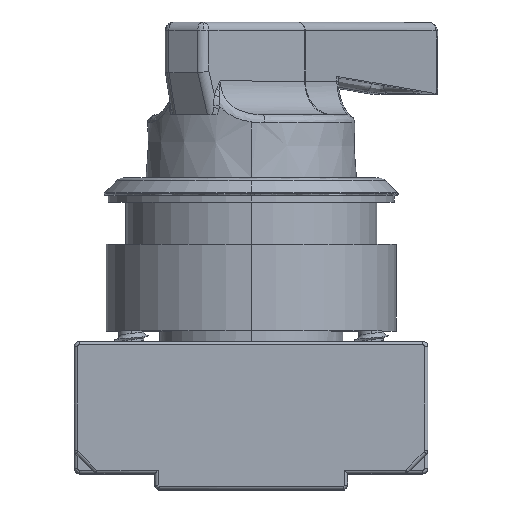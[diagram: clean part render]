
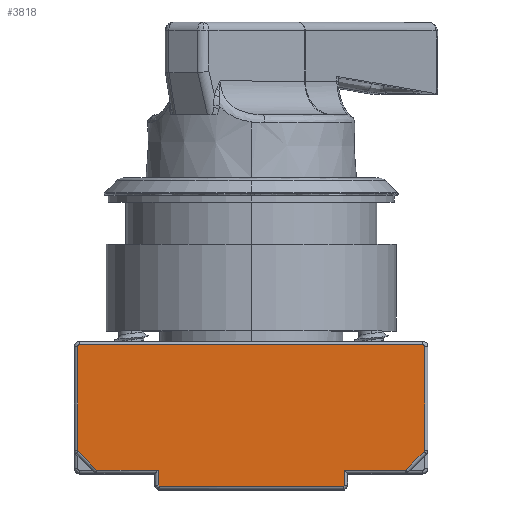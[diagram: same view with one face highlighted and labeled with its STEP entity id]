
A CAD part, top view. The second image highlights one B-rep face of the part: STEP entity #3818.
In plain terms, the highlighted planar face has unit normal (0, 0, 1).
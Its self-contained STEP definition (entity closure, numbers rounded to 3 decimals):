
#116 = EDGE_CURVE ( 'NONE', #65483, #48496, #42567, .T. ) ;
#123 = VECTOR ( 'NONE', #5041, 1000. ) ;
#468 = CARTESIAN_POINT ( 'NONE',  ( -18.334, -22.65, 14.9 ) ) ;
#2009 = VERTEX_POINT ( 'NONE', #468 ) ;
#2451 = VECTOR ( 'NONE', #61279, 1000. ) ;
#3244 = CARTESIAN_POINT ( 'NONE',  ( -20.6, -7.95, 14.9 ) ) ;
#3561 = CARTESIAN_POINT ( 'NONE',  ( 20.6, -7.895, 14.9 ) ) ;
#3818 = ADVANCED_FACE ( 'NONE', ( #72977 ), #21924, .T. ) ;
#4299 = LINE ( 'NONE', #66916, #123 ) ;
#5041 = DIRECTION ( 'NONE',  ( 0.707, 0.707, 0. ) ) ;
#5557 = VERTEX_POINT ( 'NONE', #21910 ) ;
#5596 = ORIENTED_EDGE ( 'NONE', *, *, #62523, .F. ) ;
#6127 = CARTESIAN_POINT ( 'NONE',  ( 20.456, -7.75, 14.9 ) ) ;
#6408 = DIRECTION ( 'NONE',  ( -1., 0., 0. ) ) ;
#6425 = EDGE_CURVE ( 'NONE', #53188, #32711, #34719, .T. ) ;
#7088 = EDGE_CURVE ( 'NONE', #57678, #23761, #16649, .T. ) ;
#8042 = VECTOR ( 'NONE', #45580, 1000. ) ;
#8638 = CARTESIAN_POINT ( 'NONE',  ( -20.6, -20.301, 14.9 ) ) ;
#9204 = CARTESIAN_POINT ( 'NONE',  ( -20.6, -7.894, 14.9 ) ) ;
#9853 = CARTESIAN_POINT ( 'NONE',  ( -20.6, -20.301, 14.9 ) ) ;
#10107 = DIRECTION ( 'NONE',  ( -1., 0., 0. ) ) ;
#10898 = B_SPLINE_CURVE_WITH_KNOTS ( 'NONE', 3,
 ( #9853, #25909, #19572, #25169 ),
 .UNSPECIFIED., .F., .F.,
 ( 4, 4 ),
 ( 0., 1. ),
 .UNSPECIFIED. ) ;
#11283 = LINE ( 'NONE', #33646, #8042 ) ;
#12248 = CARTESIAN_POINT ( 'NONE',  ( 18.334, -22.65, 14.9 ) ) ;
#12971 = LINE ( 'NONE', #63308, #21820 ) ;
#14624 = EDGE_CURVE ( 'NONE', #5557, #2009, #49721, .T. ) ;
#15255 = EDGE_CURVE ( 'NONE', #40547, #32603, #28757, .T. ) ;
#15350 = VERTEX_POINT ( 'NONE', #56698 ) ;
#15896 = EDGE_CURVE ( 'NONE', #23761, #15350, #22509, .T. ) ;
#15941 = CARTESIAN_POINT ( 'NONE',  ( 20.6, -7.35, 14.9 ) ) ;
#15992 = ORIENTED_EDGE ( 'NONE', *, *, #58771, .T. ) ;
#16649 = LINE ( 'NONE', #61024, #69573 ) ;
#19572 = CARTESIAN_POINT ( 'NONE',  ( -20.58, -20.404, 14.9 ) ) ;
#20292 = ORIENTED_EDGE ( 'NONE', *, *, #14624, .T. ) ;
#21054 = CARTESIAN_POINT ( 'NONE',  ( -20.541, -20.443, 14.9 ) ) ;
#21820 = VECTOR ( 'NONE', #52117, 1000. ) ;
#21910 = CARTESIAN_POINT ( 'NONE',  ( -20.541, -20.443, 14.9 ) ) ;
#21924 = PLANE ( 'NONE',  #44806 ) ;
#22509 = LINE ( 'NONE', #27011, #2451 ) ;
#22528 = VECTOR ( 'NONE', #38972, 1000. ) ;
#22652 = CARTESIAN_POINT ( 'NONE',  ( 0., -7.35, 14.9 ) ) ;
#23034 = DIRECTION ( 'NONE',  ( 0., 0., 1. ) ) ;
#23761 = VERTEX_POINT ( 'NONE', #53130 ) ;
#24034 = CARTESIAN_POINT ( 'NONE',  ( -20.6, -7.95, 14.9 ) ) ;
#24494 = CARTESIAN_POINT ( 'NONE',  ( 20.58, -20.404, 14.9 ) ) ;
#25169 = CARTESIAN_POINT ( 'NONE',  ( -20.541, -20.443, 14.9 ) ) ;
#25909 = CARTESIAN_POINT ( 'NONE',  ( -20.6, -20.357, 14.9 ) ) ;
#26293 = VECTOR ( 'NONE', #72463, 1000. ) ;
#26295 = CARTESIAN_POINT ( 'NONE',  ( 20.58, -7.848, 14.9 ) ) ;
#27011 = CARTESIAN_POINT ( 'NONE',  ( 10.884, -24.55, 14.9 ) ) ;
#27846 = VECTOR ( 'NONE', #6408, 1000. ) ;
#28757 = LINE ( 'NONE', #51487, #43054 ) ;
#29761 = VECTOR ( 'NONE', #10107, 1000. ) ;
#31746 = VERTEX_POINT ( 'NONE', #8638 ) ;
#31885 = CARTESIAN_POINT ( 'NONE',  ( 20.6, -7.95, 14.9 ) ) ;
#31908 = ORIENTED_EDGE ( 'NONE', *, *, #61518, .T. ) ;
#32185 = CARTESIAN_POINT ( 'NONE',  ( -11.05, -24.384, 14.9 ) ) ;
#32474 = LINE ( 'NONE', #67133, #29761 ) ;
#32603 = VERTEX_POINT ( 'NONE', #32185 ) ;
#32711 = VERTEX_POINT ( 'NONE', #47777 ) ;
#32993 = EDGE_CURVE ( 'NONE', #40547, #2009, #32474, .T. ) ;
#33646 = CARTESIAN_POINT ( 'NONE',  ( -20.6, -7.35, 14.9 ) ) ;
#33972 = CARTESIAN_POINT ( 'NONE',  ( 11.05, -7.35, 14.9 ) ) ;
#34719 = LINE ( 'NONE', #46636, #27846 ) ;
#36374 = ORIENTED_EDGE ( 'NONE', *, *, #32993, .F. ) ;
#37305 = VERTEX_POINT ( 'NONE', #63279 ) ;
#38972 = DIRECTION ( 'NONE',  ( 1., 0., 0. ) ) ;
#39298 = ORIENTED_EDGE ( 'NONE', *, *, #15255, .T. ) ;
#39391 = DIRECTION ( 'NONE',  ( 1., 0., 0. ) ) ;
#39758 = ORIENTED_EDGE ( 'NONE', *, *, #116, .T. ) ;
#40136 = CARTESIAN_POINT ( 'NONE',  ( -11.05, -22.65, 14.9 ) ) ;
#40547 = VERTEX_POINT ( 'NONE', #40136 ) ;
#40623 = CARTESIAN_POINT ( 'NONE',  ( 20.6, -7.95, 14.9 ) ) ;
#40952 = EDGE_CURVE ( 'NONE', #53188, #37305, #4299, .T. ) ;
#41258 = CARTESIAN_POINT ( 'NONE',  ( 20.6, -20.301, 14.9 ) ) ;
#41708 = CARTESIAN_POINT ( 'NONE',  ( 20.6, -20.301, 14.9 ) ) ;
#42567 = B_SPLINE_CURVE_WITH_KNOTS ( 'NONE', 3,
 ( #31885, #3561, #26295, #50837, #6127, #56801 ),
 .UNSPECIFIED., .F., .F.,
 ( 4, 2, 4 ),
 ( 0., 0.5, 1. ),
 .UNSPECIFIED. ) ;
#43054 = VECTOR ( 'NONE', #46632, 1000. ) ;
#44806 = AXIS2_PLACEMENT_3D ( 'NONE', #22652, #23034, #57308 ) ;
#44904 = EDGE_CURVE ( 'NONE', #32603, #57678, #12971, .T. ) ;
#44919 = ORIENTED_EDGE ( 'NONE', *, *, #70066, .T. ) ;
#45309 = CARTESIAN_POINT ( 'NONE',  ( 20.418, -7.75, 14.9 ) ) ;
#45580 = DIRECTION ( 'NONE',  ( 0., -1., 0. ) ) ;
#45687 = LINE ( 'NONE', #45309, #22528 ) ;
#46234 = VECTOR ( 'NONE', #73476, 1000. ) ;
#46632 = DIRECTION ( 'NONE',  ( 0., -1., 0. ) ) ;
#46636 = CARTESIAN_POINT ( 'NONE',  ( -75.751, -22.65, 14.9 ) ) ;
#47158 = ORIENTED_EDGE ( 'NONE', *, *, #44904, .T. ) ;
#47749 = ORIENTED_EDGE ( 'NONE', *, *, #15896, .T. ) ;
#47777 = CARTESIAN_POINT ( 'NONE',  ( 11.05, -22.65, 14.9 ) ) ;
#48496 = VERTEX_POINT ( 'NONE', #57713 ) ;
#48644 = CARTESIAN_POINT ( 'NONE',  ( -20.4, -7.75, 14.9 ) ) ;
#49188 = B_SPLINE_CURVE_WITH_KNOTS ( 'NONE', 3,
 ( #53180, #24494, #52817, #41258 ),
 .UNSPECIFIED., .F., .F.,
 ( 4, 4 ),
 ( 0., 1. ),
 .UNSPECIFIED. ) ;
#49721 = LINE ( 'NONE', #21054, #26293 ) ;
#49781 = B_SPLINE_CURVE_WITH_KNOTS ( 'NONE', 3,
 ( #59879, #54295, #49782, #54663, #9204, #3244 ),
 .UNSPECIFIED., .F., .F.,
 ( 4, 2, 4 ),
 ( 0., 0.5, 1. ),
 .UNSPECIFIED. ) ;
#49782 = CARTESIAN_POINT ( 'NONE',  ( -20.502, -7.77, 14.9 ) ) ;
#50203 = DIRECTION ( 'NONE',  ( 0., 1., 0. ) ) ;
#50837 = CARTESIAN_POINT ( 'NONE',  ( 20.503, -7.77, 14.9 ) ) ;
#51105 = LINE ( 'NONE', #33972, #46234 ) ;
#51487 = CARTESIAN_POINT ( 'NONE',  ( -11.05, -7.35, 14.9 ) ) ;
#52117 = DIRECTION ( 'NONE',  ( 0.707, -0.707, 0. ) ) ;
#52817 = CARTESIAN_POINT ( 'NONE',  ( 20.6, -20.357, 14.9 ) ) ;
#53130 = CARTESIAN_POINT ( 'NONE',  ( 10.884, -24.55, 14.9 ) ) ;
#53180 = CARTESIAN_POINT ( 'NONE',  ( 20.541, -20.443, 14.9 ) ) ;
#53188 = VERTEX_POINT ( 'NONE', #12248 ) ;
#53277 = CARTESIAN_POINT ( 'NONE',  ( -10.884, -24.55, 14.9 ) ) ;
#54295 = CARTESIAN_POINT ( 'NONE',  ( -20.455, -7.75, 14.9 ) ) ;
#54663 = CARTESIAN_POINT ( 'NONE',  ( -20.58, -7.847, 14.9 ) ) ;
#55107 = ORIENTED_EDGE ( 'NONE', *, *, #7088, .T. ) ;
#55136 = EDGE_CURVE ( 'NONE', #66945, #69647, #49781, .T. ) ;
#56698 = CARTESIAN_POINT ( 'NONE',  ( 11.05, -24.384, 14.9 ) ) ;
#56801 = CARTESIAN_POINT ( 'NONE',  ( 20.4, -7.75, 14.9 ) ) ;
#57308 = DIRECTION ( 'NONE',  ( 1., 0., 0. ) ) ;
#57678 = VERTEX_POINT ( 'NONE', #53277 ) ;
#57713 = CARTESIAN_POINT ( 'NONE',  ( 20.4, -7.75, 14.9 ) ) ;
#58353 = ORIENTED_EDGE ( 'NONE', *, *, #70660, .T. ) ;
#58771 = EDGE_CURVE ( 'NONE', #15350, #32711, #51105, .T. ) ;
#59879 = CARTESIAN_POINT ( 'NONE',  ( -20.4, -7.75, 14.9 ) ) ;
#60932 = ORIENTED_EDGE ( 'NONE', *, *, #6425, .F. ) ;
#61022 = VERTEX_POINT ( 'NONE', #41708 ) ;
#61024 = CARTESIAN_POINT ( 'NONE',  ( 0., -24.55, 14.9 ) ) ;
#61279 = DIRECTION ( 'NONE',  ( 0.707, 0.707, 0. ) ) ;
#61518 = EDGE_CURVE ( 'NONE', #37305, #61022, #49188, .T. ) ;
#62523 = EDGE_CURVE ( 'NONE', #66945, #48496, #45687, .T. ) ;
#63229 = EDGE_CURVE ( 'NONE', #31746, #5557, #10898, .T. ) ;
#63279 = CARTESIAN_POINT ( 'NONE',  ( 20.541, -20.443, 14.9 ) ) ;
#63308 = CARTESIAN_POINT ( 'NONE',  ( -11.05, -24.384, 14.9 ) ) ;
#65483 = VERTEX_POINT ( 'NONE', #40623 ) ;
#65530 = EDGE_LOOP ( 'NONE', ( #47158, #55107, #47749, #15992, #60932, #69674, #31908, #44919, #39758, #5596, #67101, #58353, #67293, #20292, #36374, #39298 ) ) ;
#66916 = CARTESIAN_POINT ( 'NONE',  ( 18.334, -22.65, 14.9 ) ) ;
#66945 = VERTEX_POINT ( 'NONE', #48644 ) ;
#67101 = ORIENTED_EDGE ( 'NONE', *, *, #55136, .T. ) ;
#67133 = CARTESIAN_POINT ( 'NONE',  ( -75.751, -22.65, 14.9 ) ) ;
#67293 = ORIENTED_EDGE ( 'NONE', *, *, #63229, .T. ) ;
#69573 = VECTOR ( 'NONE', #39391, 1000. ) ;
#69647 = VERTEX_POINT ( 'NONE', #24034 ) ;
#69674 = ORIENTED_EDGE ( 'NONE', *, *, #40952, .T. ) ;
#70066 = EDGE_CURVE ( 'NONE', #61022, #65483, #72207, .T. ) ;
#70660 = EDGE_CURVE ( 'NONE', #69647, #31746, #11283, .T. ) ;
#71090 = VECTOR ( 'NONE', #50203, 1000. ) ;
#72207 = LINE ( 'NONE', #15941, #71090 ) ;
#72463 = DIRECTION ( 'NONE',  ( 0.707, -0.707, 0. ) ) ;
#72977 = FACE_OUTER_BOUND ( 'NONE', #65530, .T. ) ;
#73476 = DIRECTION ( 'NONE',  ( 0., 1., 0. ) ) ;
